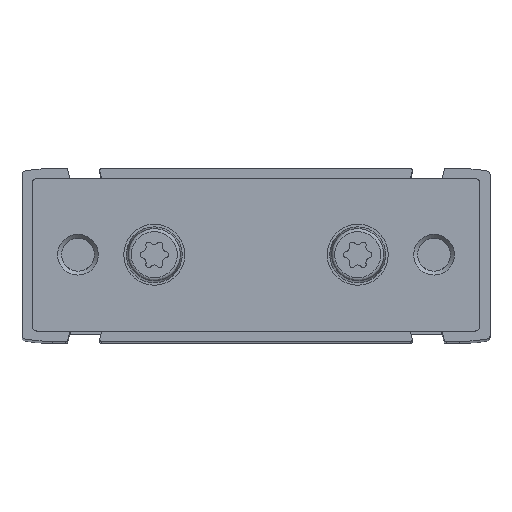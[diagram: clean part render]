
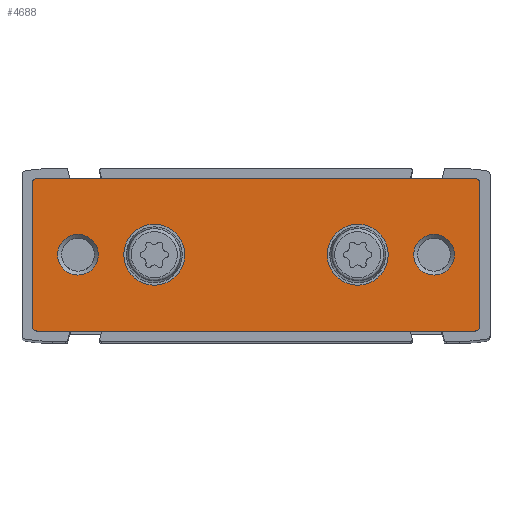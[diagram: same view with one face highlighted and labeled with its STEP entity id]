
A CAD part, top view. The second image highlights one B-rep face of the part: STEP entity #4688.
In plain terms, the highlighted planar face has unit normal (0, 0, 1).
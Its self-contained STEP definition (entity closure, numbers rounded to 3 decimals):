
#411=LINE('',#8909,#641);
#416=LINE('',#8923,#646);
#420=LINE('',#8939,#650);
#424=LINE('',#8951,#654);
#641=VECTOR('',#7269,1000.);
#646=VECTOR('',#7282,1000.);
#650=VECTOR('',#7298,1000.);
#654=VECTOR('',#7310,1000.);
#1351=ORIENTED_EDGE('',*,*,#2305,.T.);
#1352=ORIENTED_EDGE('',*,*,#2306,.T.);
#1353=ORIENTED_EDGE('',*,*,#2307,.T.);
#1354=ORIENTED_EDGE('',*,*,#2308,.T.);
#1355=ORIENTED_EDGE('',*,*,#2281,.T.);
#1356=ORIENTED_EDGE('',*,*,#2285,.T.);
#1357=ORIENTED_EDGE('',*,*,#2288,.T.);
#1358=ORIENTED_EDGE('',*,*,#2291,.T.);
#1359=ORIENTED_EDGE('',*,*,#2296,.T.);
#1360=ORIENTED_EDGE('',*,*,#2299,.T.);
#1361=ORIENTED_EDGE('',*,*,#2302,.T.);
#1362=ORIENTED_EDGE('',*,*,#2304,.T.);
#2281=EDGE_CURVE('',#2831,#2830,#411,.T.);
#2285=EDGE_CURVE('',#2830,#2833,#3229,.T.);
#2288=EDGE_CURVE('',#2833,#2835,#416,.T.);
#2291=EDGE_CURVE('',#2835,#2837,#3231,.T.);
#2296=EDGE_CURVE('',#2837,#2841,#420,.T.);
#2299=EDGE_CURVE('',#2841,#2843,#3235,.T.);
#2302=EDGE_CURVE('',#2843,#2845,#424,.T.);
#2304=EDGE_CURVE('',#2845,#2831,#3237,.T.);
#2305=EDGE_CURVE('',#2846,#2846,#3238,.T.);
#2306=EDGE_CURVE('',#2847,#2847,#3239,.T.);
#2307=EDGE_CURVE('',#2848,#2848,#3240,.T.);
#2308=EDGE_CURVE('',#2849,#2849,#3241,.T.);
#2830=VERTEX_POINT('',#8908);
#2831=VERTEX_POINT('',#8910);
#2833=VERTEX_POINT('',#8916);
#2835=VERTEX_POINT('',#8922);
#2837=VERTEX_POINT('',#8928);
#2841=VERTEX_POINT('',#8938);
#2843=VERTEX_POINT('',#8944);
#2845=VERTEX_POINT('',#8950);
#2846=VERTEX_POINT('',#8957);
#2847=VERTEX_POINT('',#8959);
#2848=VERTEX_POINT('',#8961);
#2849=VERTEX_POINT('',#8963);
#3229=CIRCLE('',#6160,0.5);
#3231=CIRCLE('',#6164,0.5);
#3235=CIRCLE('',#6170,0.5);
#3237=CIRCLE('',#6174,0.5);
#3238=CIRCLE('',#6176,3.);
#3239=CIRCLE('',#6177,3.);
#3240=CIRCLE('',#6178,2.);
#3241=CIRCLE('',#6179,2.);
#3631=EDGE_LOOP('',(#1351));
#3632=EDGE_LOOP('',(#1352));
#3633=EDGE_LOOP('',(#1353));
#3634=EDGE_LOOP('',(#1354));
#3635=EDGE_LOOP('',(#1355,#1356,#1357,#1358,#1359,#1360,#1361,#1362));
#4147=FACE_BOUND('',#3631,.T.);
#4148=FACE_BOUND('',#3632,.T.);
#4149=FACE_BOUND('',#3633,.T.);
#4150=FACE_BOUND('',#3634,.T.);
#4151=FACE_BOUND('',#3635,.T.);
#4476=PLANE('',#6175);
#4688=ADVANCED_FACE('',(#4147,#4148,#4149,#4150,#4151),#4476,.T.);
#6160=AXIS2_PLACEMENT_3D('',#8917,#7276,#7277);
#6164=AXIS2_PLACEMENT_3D('',#8929,#7288,#7289);
#6170=AXIS2_PLACEMENT_3D('',#8945,#7304,#7305);
#6174=AXIS2_PLACEMENT_3D('',#8954,#7315,#7316);
#6175=AXIS2_PLACEMENT_3D('',#8955,#7317,#7318);
#6176=AXIS2_PLACEMENT_3D('',#8956,#7319,#7320);
#6177=AXIS2_PLACEMENT_3D('',#8958,#7321,#7322);
#6178=AXIS2_PLACEMENT_3D('',#8960,#7323,#7324);
#6179=AXIS2_PLACEMENT_3D('',#8962,#7325,#7326);
#7269=DIRECTION('',(0.,-1.,0.));
#7276=DIRECTION('',(0.,0.,1.));
#7277=DIRECTION('',(1.,0.,0.));
#7282=DIRECTION('',(1.,0.,0.));
#7288=DIRECTION('',(0.,0.,1.));
#7289=DIRECTION('',(1.,0.,0.));
#7298=DIRECTION('',(0.,1.,0.));
#7304=DIRECTION('',(0.,0.,1.));
#7305=DIRECTION('',(1.,0.,0.));
#7310=DIRECTION('',(-1.,0.,0.));
#7315=DIRECTION('',(0.,0.,1.));
#7316=DIRECTION('',(1.,0.,0.));
#7317=DIRECTION('',(0.,0.,1.));
#7318=DIRECTION('',(1.,0.,0.));
#7319=DIRECTION('',(0.,0.,-1.));
#7320=DIRECTION('',(-1.,0.,0.));
#7321=DIRECTION('',(0.,0.,-1.));
#7322=DIRECTION('',(-1.,0.,0.));
#7323=DIRECTION('',(0.,0.,-1.));
#7324=DIRECTION('',(-1.,0.,0.));
#7325=DIRECTION('',(0.,0.,-1.));
#7326=DIRECTION('',(-1.,0.,0.));
#8908=CARTESIAN_POINT('',(-7.5,-21.5,8.));
#8909=CARTESIAN_POINT('',(-7.5,21.5,8.));
#8910=CARTESIAN_POINT('',(-7.5,21.5,8.));
#8916=CARTESIAN_POINT('',(-7.,-22.,8.));
#8917=CARTESIAN_POINT('',(-7.,-21.5,8.));
#8922=CARTESIAN_POINT('',(7.,-22.,8.));
#8923=CARTESIAN_POINT('',(-7.,-22.,8.));
#8928=CARTESIAN_POINT('',(7.5,-21.5,8.));
#8929=CARTESIAN_POINT('',(7.,-21.5,8.));
#8938=CARTESIAN_POINT('',(7.5,21.5,8.));
#8939=CARTESIAN_POINT('',(7.5,-21.5,8.));
#8944=CARTESIAN_POINT('',(7.,22.,8.));
#8945=CARTESIAN_POINT('',(7.,21.5,8.));
#8950=CARTESIAN_POINT('',(-7.,22.,8.));
#8951=CARTESIAN_POINT('',(7.,22.,8.));
#8954=CARTESIAN_POINT('',(-7.,21.5,8.));
#8955=CARTESIAN_POINT('',(-7.,-21.5,8.));
#8956=CARTESIAN_POINT('',(0.,-10.,8.));
#8957=CARTESIAN_POINT('',(-3.,-10.,8.));
#8958=CARTESIAN_POINT('',(0.,10.,8.));
#8959=CARTESIAN_POINT('',(-3.,10.,8.));
#8960=CARTESIAN_POINT('',(0.,-17.5,8.));
#8961=CARTESIAN_POINT('',(-2.,-17.5,8.));
#8962=CARTESIAN_POINT('',(0.,17.5,8.));
#8963=CARTESIAN_POINT('',(-2.,17.5,8.));
